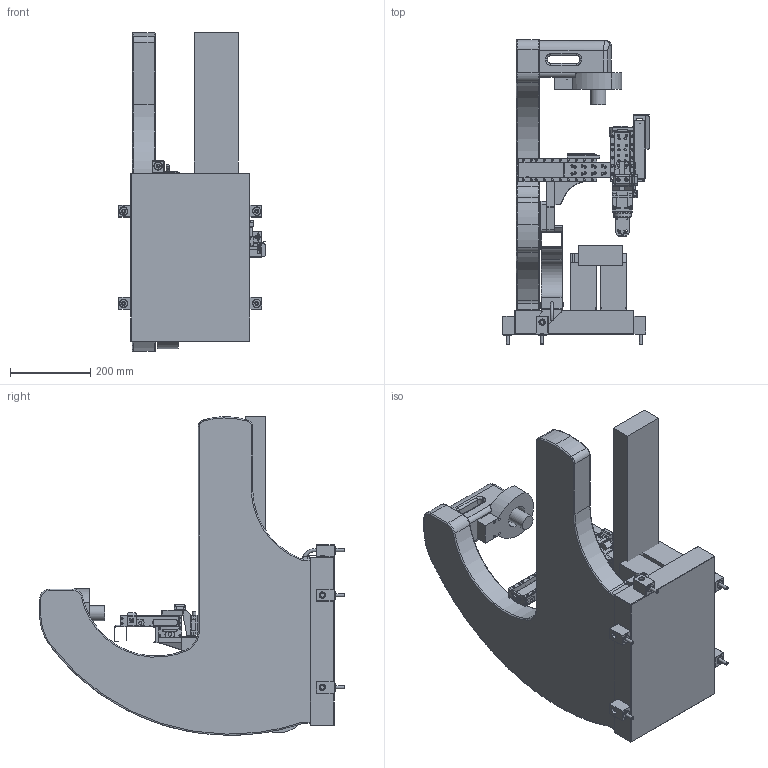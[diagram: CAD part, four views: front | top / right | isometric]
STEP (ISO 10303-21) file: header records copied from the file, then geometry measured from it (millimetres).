
FILE_DESCRIPTION(/* description */ ('Alibre Inc.'),/* implementation_level */ '2;1');
FILE_NAME(/* name */ 'export-E0FF30C9-9744-48C2-AA62-A924ACC407E6',/* time_stamp */ '2023-12-14T12:51:33+01:00',/* author */ (''),/* organization */ (''),/* preprocessor_version */ 'ST-DEVELOPER v17',/* originating_system */ 'Alibre',/* authorisation */ '');
FILE_SCHEMA (('AUTOMOTIVE_DESIGN'));
Length unit declared in the file: millimetre
Products named in the file (1): CFHS_XL_2x80_v2.0
Bounding box: 366.02 x 760 x 794.58 mm (x, y, z)
Volume: 26579 mm3; surface area: 2081587 mm2
Topology: 1 solids, 96 shells, 1408 faces, 5199 edges, 3847 vertices
Faces by surface type: plane 692, cylinder 536, bspline 140, cone 40
Full cylindrical faces by diameter (mm): 2.05 x2, 2.459 x1, 2.5 x20, 2.7 x1, 3 x2, 3.2 x13, 3.242 x1, 3.3 x13, 3.959 x2, 4.2 x2, 4.459 x2, 4.5 x2, 4.917 x2, 5 x2, 5.5 x2, 5.7 x18, 5.8 x5, 6 x91, 6.4 x2, 6.5 x3, 6.6 x4, 7 x13, 7.2 x2, 7.3 x2, 7.5 x28, 8 x10, 9 x2, 9.5 x1, 10 x1, 12 x1
Entity records: 68744 total; most frequent: CARTESIAN_POINT 23774, DIRECTION 8237, ORIENTED_EDGE 7861, EDGE_CURVE 5193, VERTEX_POINT 3847, AXIS2_PLACEMENT_3D 3147, VECTOR 2635, LINE 2635
